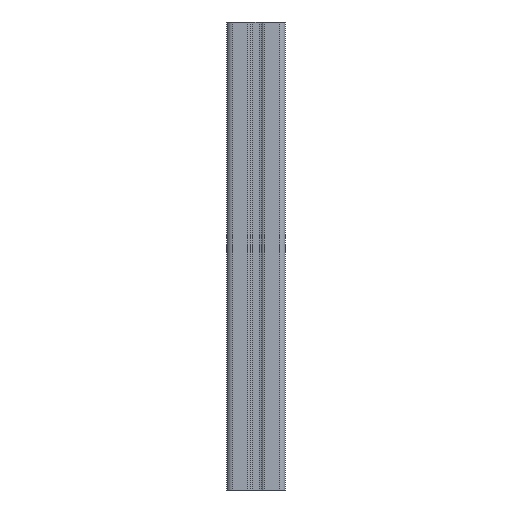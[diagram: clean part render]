
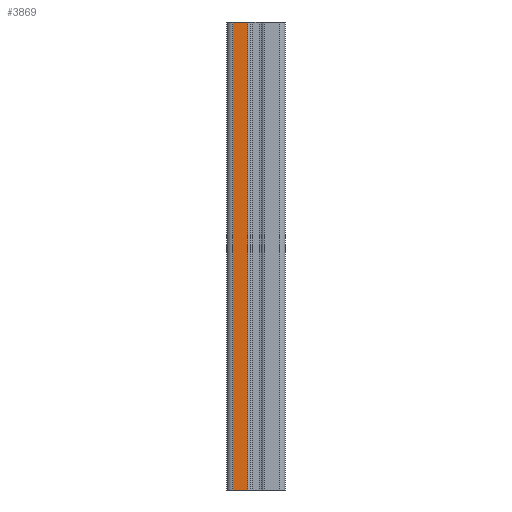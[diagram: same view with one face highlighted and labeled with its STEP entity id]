
A CAD part, front view. The second image highlights one B-rep face of the part: STEP entity #3869.
In plain terms, the highlighted planar face has unit normal (0, -1, 0).
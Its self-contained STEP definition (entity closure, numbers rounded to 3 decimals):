
#1659=EDGE_CURVE('',#1681,#1951,#4513,.T.);
#1681=VERTEX_POINT('',#4538);
#1951=VERTEX_POINT('',#4832);
#2603=EDGE_CURVE('',#3273,#4237,#5540,.T.);
#3141=EDGE_CURVE('',#1951,#3273,#6115,.T.);
#3273=VERTEX_POINT('',#6271);
#3869=ADVANCED_FACE('',(#6915),#6916,.T.);
#4181=EDGE_CURVE('',#1681,#4237,#7258,.T.);
#4237=VERTEX_POINT('',#7319);
#4513=LINE('',#7673,#7674);
#4538=CARTESIAN_POINT('',(4.0,0.0,0.0));
#4832=CARTESIAN_POINT('',(14.5,0.0,0.0));
#5540=LINE('',#9088,#9089);
#6115=LINE('',#9870,#9871);
#6271=CARTESIAN_POINT('',(14.5,0.0,320.0));
#6915=FACE_OUTER_BOUND('',#10962,.T.);
#6916=PLANE('',#10963);
#7258=LINE('',#11425,#11426);
#7319=CARTESIAN_POINT('',(4.0,0.0,320.0));
#7673=CARTESIAN_POINT('',(4.0,0.0,0.0));
#7674=VECTOR('',#11972,1.0);
#9088=CARTESIAN_POINT('',(4.0,0.0,320.0));
#9089=VECTOR('',#13084,1.0);
#9870=CARTESIAN_POINT('',(14.5,0.0,0.0));
#9871=VECTOR('',#13621,1.0);
#10962=EDGE_LOOP('',(#14690,#14691,#14692,#14693));
#10963=AXIS2_PLACEMENT_3D('',#14694,#14695,#14696);
#11425=CARTESIAN_POINT('',(4.0,0.0,0.0));
#11426=VECTOR('',#15064,1.0);
#11972=DIRECTION('',(1.0,0.0,0.0));
#13084=DIRECTION('',(-1.0,-0.0,-0.0));
#13621=DIRECTION('',(0.0,0.0,1.0));
#14690=ORIENTED_EDGE('',*,*,#3141,.T.);
#14691=ORIENTED_EDGE('',*,*,#2603,.T.);
#14692=ORIENTED_EDGE('',*,*,#4181,.F.);
#14693=ORIENTED_EDGE('',*,*,#1659,.T.);
#14694=CARTESIAN_POINT('',(36.0,0.0,0.0));
#14695=DIRECTION('',(0.0,-1.0,0.0));
#14696=DIRECTION('',(1.0,0.0,0.0));
#15064=DIRECTION('',(0.0,0.0,1.0));
